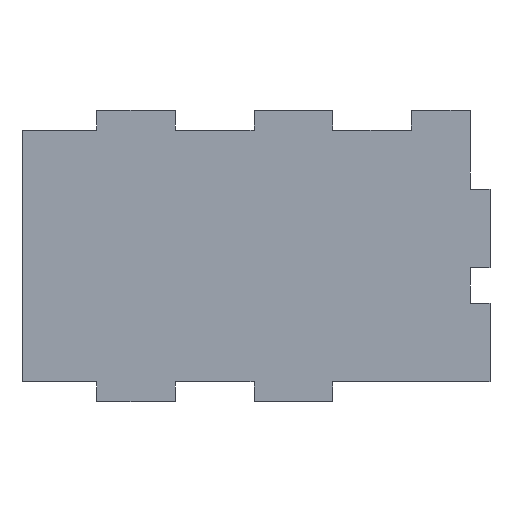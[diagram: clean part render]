
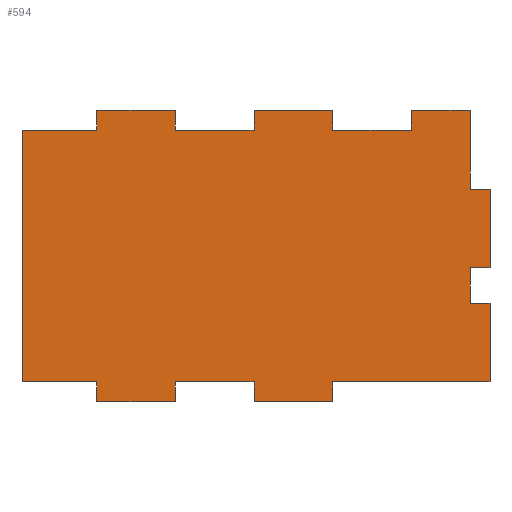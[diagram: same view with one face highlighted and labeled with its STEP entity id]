
A CAD part, front view. The second image highlights one B-rep face of the part: STEP entity #594.
In plain terms, the highlighted planar face has unit normal (0, -1, 0).
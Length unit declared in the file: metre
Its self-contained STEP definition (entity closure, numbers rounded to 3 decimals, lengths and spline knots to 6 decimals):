
#76=ORIENTED_EDGE('',*,*,#191,.F.);
#77=ORIENTED_EDGE('',*,*,#237,.F.);
#78=ORIENTED_EDGE('',*,*,#238,.T.);
#79=ORIENTED_EDGE('',*,*,#196,.F.);
#80=ORIENTED_EDGE('',*,*,#239,.F.);
#81=ORIENTED_EDGE('',*,*,#240,.F.);
#82=ORIENTED_EDGE('',*,*,#241,.T.);
#83=ORIENTED_EDGE('',*,*,#200,.F.);
#84=ORIENTED_EDGE('',*,*,#242,.T.);
#85=ORIENTED_EDGE('',*,*,#243,.T.);
#86=ORIENTED_EDGE('',*,*,#209,.T.);
#87=ORIENTED_EDGE('',*,*,#244,.F.);
#88=ORIENTED_EDGE('',*,*,#245,.T.);
#89=ORIENTED_EDGE('',*,*,#246,.T.);
#90=ORIENTED_EDGE('',*,*,#204,.T.);
#91=ORIENTED_EDGE('',*,*,#247,.F.);
#92=ORIENTED_EDGE('',*,*,#248,.T.);
#93=ORIENTED_EDGE('',*,*,#249,.T.);
#94=ORIENTED_EDGE('',*,*,#250,.T.);
#95=ORIENTED_EDGE('',*,*,#235,.T.);
#96=ORIENTED_EDGE('',*,*,#251,.F.);
#97=ORIENTED_EDGE('',*,*,#252,.T.);
#98=ORIENTED_EDGE('',*,*,#253,.T.);
#99=ORIENTED_EDGE('',*,*,#254,.F.);
#100=ORIENTED_EDGE('',*,*,#194,.F.);
#101=ORIENTED_EDGE('',*,*,#255,.T.);
#102=ORIENTED_EDGE('',*,*,#256,.F.);
#103=ORIENTED_EDGE('',*,*,#257,.F.);
#191=EDGE_CURVE('',#275,#273,#331,.T.);
#194=EDGE_CURVE('',#278,#279,#334,.T.);
#196=EDGE_CURVE('',#280,#281,#336,.T.);
#200=EDGE_CURVE('',#284,#285,#340,.T.);
#204=EDGE_CURVE('',#288,#289,#344,.T.);
#209=EDGE_CURVE('',#294,#292,#349,.T.);
#235=EDGE_CURVE('',#313,#312,#375,.T.);
#237=EDGE_CURVE('',#314,#275,#377,.T.);
#238=EDGE_CURVE('',#314,#281,#378,.T.);
#239=EDGE_CURVE('',#315,#280,#379,.T.);
#240=EDGE_CURVE('',#316,#315,#380,.T.);
#241=EDGE_CURVE('',#316,#285,#381,.T.);
#242=EDGE_CURVE('',#284,#317,#382,.T.);
#243=EDGE_CURVE('',#317,#294,#383,.T.);
#244=EDGE_CURVE('',#318,#292,#384,.T.);
#245=EDGE_CURVE('',#318,#319,#385,.T.);
#246=EDGE_CURVE('',#319,#288,#386,.T.);
#247=EDGE_CURVE('',#320,#289,#387,.T.);
#248=EDGE_CURVE('',#320,#321,#388,.T.);
#249=EDGE_CURVE('',#321,#322,#389,.T.);
#250=EDGE_CURVE('',#322,#313,#390,.T.);
#251=EDGE_CURVE('',#323,#312,#391,.T.);
#252=EDGE_CURVE('',#323,#324,#392,.T.);
#253=EDGE_CURVE('',#324,#325,#393,.T.);
#254=EDGE_CURVE('',#279,#325,#394,.T.);
#255=EDGE_CURVE('',#278,#326,#395,.T.);
#256=EDGE_CURVE('',#327,#326,#396,.T.);
#257=EDGE_CURVE('',#273,#327,#397,.T.);
#273=VERTEX_POINT('',#809);
#275=VERTEX_POINT('',#813);
#278=VERTEX_POINT('',#820);
#279=VERTEX_POINT('',#822);
#280=VERTEX_POINT('',#826);
#281=VERTEX_POINT('',#827);
#284=VERTEX_POINT('',#835);
#285=VERTEX_POINT('',#836);
#288=VERTEX_POINT('',#844);
#289=VERTEX_POINT('',#845);
#292=VERTEX_POINT('',#853);
#294=VERTEX_POINT('',#856);
#312=VERTEX_POINT('',#901);
#313=VERTEX_POINT('',#903);
#314=VERTEX_POINT('',#907);
#315=VERTEX_POINT('',#910);
#316=VERTEX_POINT('',#912);
#317=VERTEX_POINT('',#915);
#318=VERTEX_POINT('',#918);
#319=VERTEX_POINT('',#920);
#320=VERTEX_POINT('',#923);
#321=VERTEX_POINT('',#925);
#322=VERTEX_POINT('',#927);
#323=VERTEX_POINT('',#930);
#324=VERTEX_POINT('',#932);
#325=VERTEX_POINT('',#934);
#326=VERTEX_POINT('',#937);
#327=VERTEX_POINT('',#939);
#331=LINE('',#814,#415);
#334=LINE('',#821,#418);
#336=LINE('',#825,#420);
#340=LINE('',#834,#424);
#344=LINE('',#843,#428);
#349=LINE('',#855,#433);
#375=LINE('',#902,#459);
#377=LINE('',#906,#461);
#378=LINE('',#908,#462);
#379=LINE('',#909,#463);
#380=LINE('',#911,#464);
#381=LINE('',#913,#465);
#382=LINE('',#914,#466);
#383=LINE('',#916,#467);
#384=LINE('',#917,#468);
#385=LINE('',#919,#469);
#386=LINE('',#921,#470);
#387=LINE('',#922,#471);
#388=LINE('',#924,#472);
#389=LINE('',#926,#473);
#390=LINE('',#928,#474);
#391=LINE('',#929,#475);
#392=LINE('',#931,#476);
#393=LINE('',#933,#477);
#394=LINE('',#935,#478);
#395=LINE('',#936,#479);
#396=LINE('',#938,#480);
#397=LINE('',#940,#481);
#415=VECTOR('',#666,1.);
#418=VECTOR('',#671,1.);
#420=VECTOR('',#675,1.);
#424=VECTOR('',#681,1.);
#428=VECTOR('',#687,1.);
#433=VECTOR('',#694,1.);
#459=VECTOR('',#724,1.);
#461=VECTOR('',#728,1.);
#462=VECTOR('',#729,1.);
#463=VECTOR('',#730,1.);
#464=VECTOR('',#731,1.);
#465=VECTOR('',#732,1.);
#466=VECTOR('',#733,1.);
#467=VECTOR('',#734,1.);
#468=VECTOR('',#735,1.);
#469=VECTOR('',#736,1.);
#470=VECTOR('',#737,1.);
#471=VECTOR('',#738,1.);
#472=VECTOR('',#739,1.);
#473=VECTOR('',#740,1.);
#474=VECTOR('',#741,1.);
#475=VECTOR('',#742,1.);
#476=VECTOR('',#743,1.);
#477=VECTOR('',#744,1.);
#478=VECTOR('',#745,1.);
#479=VECTOR('',#746,1.);
#480=VECTOR('',#747,1.);
#481=VECTOR('',#748,1.);
#504=EDGE_LOOP('',(#76,#77,#78,#79,#80,#81,#82,#83,#84,#85,#86,#87,#88,
#89,#90,#91,#92,#93,#94,#95,#96,#97,#98,#99,#100,#101,#102,#103));
#534=FACE_BOUND('',#504,.T.);
#564=PLANE('',#637);
#594=ADVANCED_FACE('',(#534),#564,.T.);
#637=AXIS2_PLACEMENT_3D('',#905,#726,#727);
#666=DIRECTION('',(-1.,0.,0.));
#671=DIRECTION('',(-1.,0.,0.));
#675=DIRECTION('',(0.,0.,-1.));
#681=DIRECTION('',(0.,0.,-1.));
#687=DIRECTION('',(-1.,0.,0.));
#694=DIRECTION('',(-1.,0.,0.));
#724=DIRECTION('',(0.,0.,-1.));
#726=DIRECTION('',(0.,-1.,0.));
#727=DIRECTION('',(0.,0.,-1.));
#728=DIRECTION('',(0.,0.,-1.));
#729=DIRECTION('',(-1.,0.,0.));
#730=DIRECTION('',(-1.,0.,0.));
#731=DIRECTION('',(0.,0.,-1.));
#732=DIRECTION('',(-1.,0.,0.));
#733=DIRECTION('',(-1.,0.,0.));
#734=DIRECTION('',(0.,0.,-1.));
#735=DIRECTION('',(0.,0.,-1.));
#736=DIRECTION('',(-1.,0.,0.));
#737=DIRECTION('',(0.,0.,-1.));
#738=DIRECTION('',(0.,0.,-1.));
#739=DIRECTION('',(-1.,0.,0.));
#740=DIRECTION('',(0.,0.,-1.));
#741=DIRECTION('',(-1.,0.,0.));
#742=DIRECTION('',(-1.,0.,0.));
#743=DIRECTION('',(0.,0.,-1.));
#744=DIRECTION('',(1.,0.,0.));
#745=DIRECTION('',(0.,0.,-1.));
#746=DIRECTION('',(0.,0.,-1.));
#747=DIRECTION('',(-1.,0.,0.));
#748=DIRECTION('',(0.,0.,-1.));
#809=CARTESIAN_POINT('',(0.08,-0.06,0.005));
#813=CARTESIAN_POINT('',(0.12,-0.06,0.005));
#814=CARTESIAN_POINT('',(0.,-0.06,0.005));
#820=CARTESIAN_POINT('',(0.06,-0.06,0.005));
#821=CARTESIAN_POINT('',(0.,-0.06,0.005));
#822=CARTESIAN_POINT('',(0.04,-0.06,0.005));
#825=CARTESIAN_POINT('',(0.115,-0.06,0.069));
#826=CARTESIAN_POINT('',(0.115,-0.06,0.034));
#827=CARTESIAN_POINT('',(0.115,-0.06,0.025));
#834=CARTESIAN_POINT('',(0.115,-0.06,0.069));
#835=CARTESIAN_POINT('',(0.115,-0.06,0.074));
#836=CARTESIAN_POINT('',(0.115,-0.06,0.054));
#843=CARTESIAN_POINT('',(0.,-0.06,0.069));
#844=CARTESIAN_POINT('',(0.06,-0.06,0.069));
#845=CARTESIAN_POINT('',(0.04,-0.06,0.069));
#853=CARTESIAN_POINT('',(0.08,-0.06,0.069));
#855=CARTESIAN_POINT('',(0.,-0.06,0.069));
#856=CARTESIAN_POINT('',(0.1,-0.06,0.069));
#901=CARTESIAN_POINT('',(0.001,-0.06,0.005));
#902=CARTESIAN_POINT('',(0.001,-0.06,0.069));
#903=CARTESIAN_POINT('',(0.001,-0.06,0.069));
#905=CARTESIAN_POINT('',(0.,-0.06,0.069));
#906=CARTESIAN_POINT('',(0.12,-0.06,0.069));
#907=CARTESIAN_POINT('',(0.12,-0.06,0.025));
#908=CARTESIAN_POINT('',(0.12,-0.06,0.025));
#909=CARTESIAN_POINT('',(0.12,-0.06,0.034));
#910=CARTESIAN_POINT('',(0.12,-0.06,0.034));
#911=CARTESIAN_POINT('',(0.12,-0.06,0.069));
#912=CARTESIAN_POINT('',(0.12,-0.06,0.054));
#913=CARTESIAN_POINT('',(0.12,-0.06,0.054));
#914=CARTESIAN_POINT('',(0.,-0.06,0.074));
#915=CARTESIAN_POINT('',(0.1,-0.06,0.074));
#916=CARTESIAN_POINT('',(0.1,-0.06,0.074));
#917=CARTESIAN_POINT('',(0.08,-0.06,0.074));
#918=CARTESIAN_POINT('',(0.08,-0.06,0.074));
#919=CARTESIAN_POINT('',(0.,-0.06,0.074));
#920=CARTESIAN_POINT('',(0.06,-0.06,0.074));
#921=CARTESIAN_POINT('',(0.06,-0.06,0.074));
#922=CARTESIAN_POINT('',(0.04,-0.06,0.074));
#923=CARTESIAN_POINT('',(0.04,-0.06,0.074));
#924=CARTESIAN_POINT('',(0.,-0.06,0.074));
#925=CARTESIAN_POINT('',(0.02,-0.06,0.074));
#926=CARTESIAN_POINT('',(0.02,-0.06,0.074));
#927=CARTESIAN_POINT('',(0.02,-0.06,0.069));
#928=CARTESIAN_POINT('',(0.,-0.06,0.069));
#929=CARTESIAN_POINT('',(0.,-0.06,0.005));
#930=CARTESIAN_POINT('',(0.02,-0.06,0.005));
#931=CARTESIAN_POINT('',(0.02,-0.06,0.0025));
#932=CARTESIAN_POINT('',(0.02,-0.06,0.));
#933=CARTESIAN_POINT('',(0.03,-0.06,0.));
#934=CARTESIAN_POINT('',(0.04,-0.06,0.));
#935=CARTESIAN_POINT('',(0.04,-0.06,0.0025));
#936=CARTESIAN_POINT('',(0.06,-0.06,0.0025));
#937=CARTESIAN_POINT('',(0.06,-0.06,0.));
#938=CARTESIAN_POINT('',(0.07,-0.06,0.));
#939=CARTESIAN_POINT('',(0.08,-0.06,0.));
#940=CARTESIAN_POINT('',(0.08,-0.06,0.0025));
